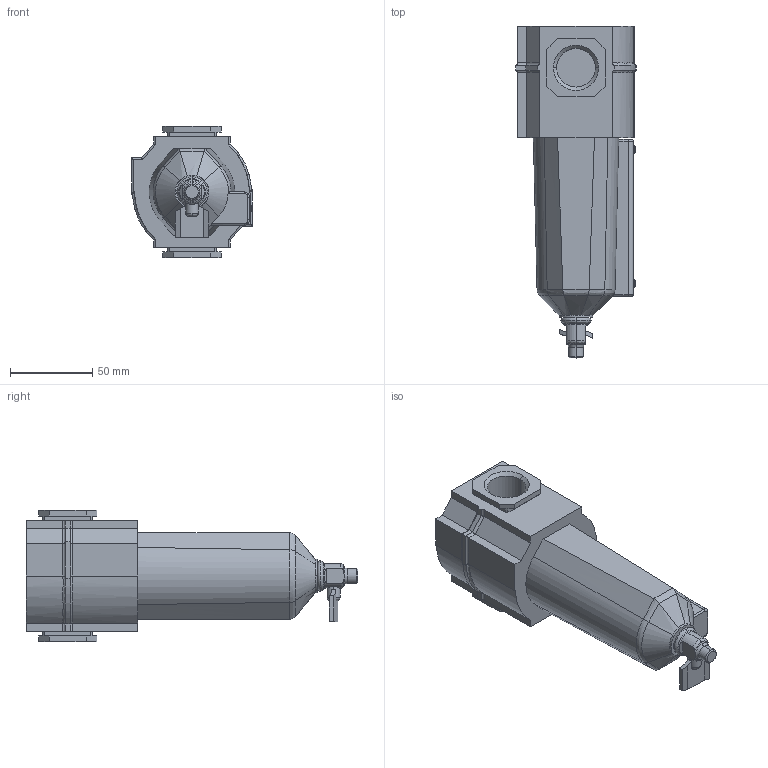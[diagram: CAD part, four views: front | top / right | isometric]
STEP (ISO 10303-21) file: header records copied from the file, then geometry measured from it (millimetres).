
FILE_DESCRIPTION (( 'STEP AP214' ), '1' );
FILE_NAME ('Norgren-F74G-6AN-QD1.step', '2019-03-03T02:06:40', ( '' ), ( '' ), 'SwSTEP 2.0', 'SolidWorks 2019', '' );
FILE_SCHEMA (( 'AUTOMOTIVE_DESIGN' ));
Length unit declared in the file: millimetre
Products named in the file (4): Norgren-F74G-6AN-QD1_F74_ss_31_GQ; Norgren-F74G-6AN-QD1_F74_ss_03; Norgren-F74G-6AN-QD1; Norgren-F74G-6AN-QD1_F74_ss_47_3-4
Assembly tree (3 placements, depth 2):
  Norgren-F74G-6AN-QD1
    Norgren-F74G-6AN-QD1_F74_ss_47_3-4
    Norgren-F74G-6AN-QD1_F74_ss_31_GQ
    Norgren-F74G-6AN-QD1_F74_ss_03
Bounding box: 73.5 x 201.9 x 80 mm (x, y, z)
Volume: 509620.8 mm3; surface area: 56827.2 mm2
Topology: 3 solids, 3 shells, 232 faces, 581 edges, 363 vertices
Faces by surface type: plane 114, bspline 59, cylinder 39, cone 10, torus 10
Entity records: 11163 total; most frequent: CARTESIAN_POINT 4149, ORIENTED_EDGE 1162, DIRECTION 901, EDGE_CURVE 581, VERTEX_POINT 363, LINE 335, VECTOR 335, AXIS2_PLACEMENT_3D 283
